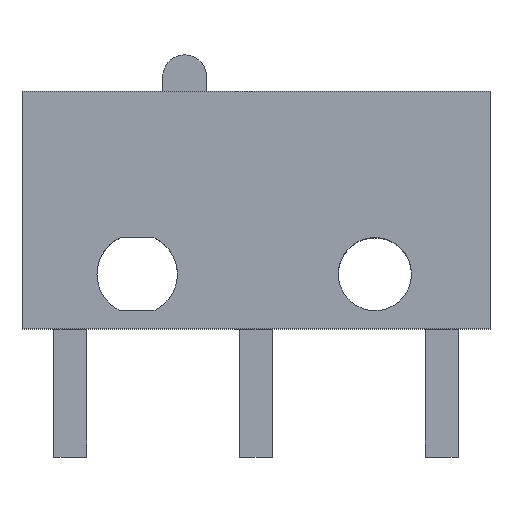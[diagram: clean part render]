
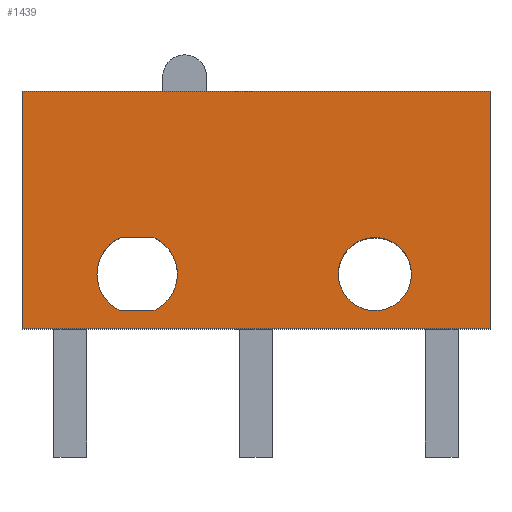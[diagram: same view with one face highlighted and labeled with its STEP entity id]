
A CAD part, top view. The second image highlights one B-rep face of the part: STEP entity #1439.
In plain terms, the highlighted planar face has unit normal (0, 0, 1).
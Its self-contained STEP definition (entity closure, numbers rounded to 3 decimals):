
#4 = ORIENTED_EDGE ( 'NONE', *, *, #217, .T. ) ;
#26 = EDGE_LOOP ( 'NONE', ( #188, #177 ) ) ;
#36 = VERTEX_POINT ( 'NONE', #436 ) ;
#62 = EDGE_CURVE ( 'NONE', #137, #602, #628, .T. ) ;
#65 = VERTEX_POINT ( 'NONE', #654 ) ;
#72 = VERTEX_POINT ( 'NONE', #711 ) ;
#103 = EDGE_LOOP ( 'NONE', ( #1444, #1373, #224, #4, #1360 ) ) ;
#107 = VERTEX_POINT ( 'NONE', #931 ) ;
#137 = VERTEX_POINT ( 'NONE', #452 ) ;
#153 = EDGE_CURVE ( 'NONE', #72, #220, #585, .T. ) ;
#163 = ORIENTED_EDGE ( 'NONE', *, *, #207, .T. ) ;
#166 = EDGE_CURVE ( 'NONE', #374, #1413, #662, .T. ) ;
#177 = ORIENTED_EDGE ( 'NONE', *, *, #1078, .T. ) ;
#188 = ORIENTED_EDGE ( 'NONE', *, *, #1397, .T. ) ;
#200 = VERTEX_POINT ( 'NONE', #869 ) ;
#205 = ORIENTED_EDGE ( 'NONE', *, *, #153, .T. ) ;
#207 = EDGE_CURVE ( 'NONE', #1413, #72, #236, .T. ) ;
#216 = VERTEX_POINT ( 'NONE', #260 ) ;
#217 = EDGE_CURVE ( 'NONE', #65, #200, #261, .T. ) ;
#220 = VERTEX_POINT ( 'NONE', #273 ) ;
#224 = ORIENTED_EDGE ( 'NONE', *, *, #1112, .T. ) ;
#236 = LINE ( 'NONE', #237, #238 ) ;
#237 = CARTESIAN_POINT ( 'NONE',  ( 3.15, 5., 2.9 ) ) ;
#238 = VECTOR ( 'NONE', #239, 1000. ) ;
#239 = DIRECTION ( 'NONE',  ( 0., 1., 0. ) ) ;
#250 = ORIENTED_EDGE ( 'NONE', *, *, #166, .T. ) ;
#260 = CARTESIAN_POINT ( 'NONE',  ( -1., 0., 2.9 ) ) ;
#261 = CIRCLE ( 'NONE', #262, 1.1 ) ;
#262 = AXIS2_PLACEMENT_3D ( 'NONE', #263, #264, #265 ) ;
#263 = CARTESIAN_POINT ( 'NONE',  ( -6.5, 0., 2.9 ) ) ;
#264 = DIRECTION ( 'NONE',  ( 0., 0., -1. ) ) ;
#265 = DIRECTION ( 'NONE',  ( -1., 0., 0. ) ) ;
#273 = CARTESIAN_POINT ( 'NONE',  ( -9.65, 5., 2.9 ) ) ;
#285 = FACE_BOUND ( 'NONE', #103, .T. ) ;
#286 = FACE_BOUND ( 'NONE', #26, .T. ) ;
#288 = FACE_OUTER_BOUND ( 'NONE', #1411, .T. ) ;
#289 = PLANE ( 'NONE',  #290 ) ;
#290 = AXIS2_PLACEMENT_3D ( 'NONE', #291, #292, #293 ) ;
#291 = CARTESIAN_POINT ( 'NONE',  ( -9.65, 5., 2.9 ) ) ;
#292 = DIRECTION ( 'NONE',  ( 0., 0., 1. ) ) ;
#293 = DIRECTION ( 'NONE',  ( 1., 0., 0. ) ) ;
#374 = VERTEX_POINT ( 'NONE', #381 ) ;
#381 = CARTESIAN_POINT ( 'NONE',  ( -9.65, -1.5, 2.9 ) ) ;
#436 = CARTESIAN_POINT ( 'NONE',  ( -6.958, -1., 2.9 ) ) ;
#452 = CARTESIAN_POINT ( 'NONE',  ( -6.042, 1., 2.9 ) ) ;
#540 = CIRCLE ( 'NONE', #541, 1. ) ;
#541 = AXIS2_PLACEMENT_3D ( 'NONE', #542, #543, #544 ) ;
#542 = CARTESIAN_POINT ( 'NONE',  ( 0., 0., 2.9 ) ) ;
#543 = DIRECTION ( 'NONE',  ( 0., 0., -1. ) ) ;
#544 = DIRECTION ( 'NONE',  ( -1., 0., 0. ) ) ;
#551 = CARTESIAN_POINT ( 'NONE',  ( -6.042, -1., 2.9 ) ) ;
#585 = LINE ( 'NONE', #586, #587 ) ;
#586 = CARTESIAN_POINT ( 'NONE',  ( -9.65, 5., 2.9 ) ) ;
#587 = VECTOR ( 'NONE', #588, 1000. ) ;
#588 = DIRECTION ( 'NONE',  ( -1., 0., 0. ) ) ;
#602 = VERTEX_POINT ( 'NONE', #551 ) ;
#628 = CIRCLE ( 'NONE', #629, 1.1 ) ;
#629 = AXIS2_PLACEMENT_3D ( 'NONE', #630, #631, #632 ) ;
#630 = CARTESIAN_POINT ( 'NONE',  ( -6.5, 0., 2.9 ) ) ;
#631 = DIRECTION ( 'NONE',  ( 0., 0., -1. ) ) ;
#632 = DIRECTION ( 'NONE',  ( -1., 0., 0. ) ) ;
#633 = LINE ( 'NONE', #634, #635 ) ;
#634 = CARTESIAN_POINT ( 'NONE',  ( -6.042, 1., 2.9 ) ) ;
#635 = VECTOR ( 'NONE', #637, 1000. ) ;
#637 = DIRECTION ( 'NONE',  ( 1., 0., 0. ) ) ;
#654 = CARTESIAN_POINT ( 'NONE',  ( -7.6, 0., 2.9 ) ) ;
#662 = LINE ( 'NONE', #663, #664 ) ;
#663 = CARTESIAN_POINT ( 'NONE',  ( -9.65, -1.5, 2.9 ) ) ;
#664 = VECTOR ( 'NONE', #665, 1000. ) ;
#665 = DIRECTION ( 'NONE',  ( 1., 0., 0. ) ) ;
#674 = CARTESIAN_POINT ( 'NONE',  ( 3.15, -1.5, 2.9 ) ) ;
#705 = LINE ( 'NONE', #708, #709 ) ;
#708 = CARTESIAN_POINT ( 'NONE',  ( -9.65, 5., 2.9 ) ) ;
#709 = VECTOR ( 'NONE', #710, 1000. ) ;
#710 = DIRECTION ( 'NONE',  ( 0., -1., 0. ) ) ;
#711 = CARTESIAN_POINT ( 'NONE',  ( 3.15, 5., 2.9 ) ) ;
#732 = LINE ( 'NONE', #733, #734 ) ;
#733 = CARTESIAN_POINT ( 'NONE',  ( -6.042, -1., 2.9 ) ) ;
#734 = VECTOR ( 'NONE', #735, 1000. ) ;
#735 = DIRECTION ( 'NONE',  ( -1., 0., 0. ) ) ;
#814 = EDGE_CURVE ( 'NONE', #220, #374, #705, .T. ) ;
#848 = EDGE_CURVE ( 'NONE', #602, #36, #732, .T. ) ;
#869 = CARTESIAN_POINT ( 'NONE',  ( -6.958, 1., 2.9 ) ) ;
#892 = CIRCLE ( 'NONE', #893, 1. ) ;
#893 = AXIS2_PLACEMENT_3D ( 'NONE', #894, #895, #896 ) ;
#894 = CARTESIAN_POINT ( 'NONE',  ( 0., 0., 2.9 ) ) ;
#895 = DIRECTION ( 'NONE',  ( 0., 0., -1. ) ) ;
#896 = DIRECTION ( 'NONE',  ( -1., 0., 0. ) ) ;
#902 = CIRCLE ( 'NONE', #903, 1.1 ) ;
#903 = AXIS2_PLACEMENT_3D ( 'NONE', #904, #905, #906 ) ;
#904 = CARTESIAN_POINT ( 'NONE',  ( -6.5, 0., 2.9 ) ) ;
#905 = DIRECTION ( 'NONE',  ( 0., 0., -1. ) ) ;
#906 = DIRECTION ( 'NONE',  ( -1., 0., 0. ) ) ;
#931 = CARTESIAN_POINT ( 'NONE',  ( 1., 0., 2.9 ) ) ;
#1024 = ORIENTED_EDGE ( 'NONE', *, *, #814, .T. ) ;
#1078 = EDGE_CURVE ( 'NONE', #107, #216, #892, .T. ) ;
#1112 = EDGE_CURVE ( 'NONE', #36, #65, #902, .T. ) ;
#1360 = ORIENTED_EDGE ( 'NONE', *, *, #1407, .T. ) ;
#1373 = ORIENTED_EDGE ( 'NONE', *, *, #848, .T. ) ;
#1397 = EDGE_CURVE ( 'NONE', #216, #107, #540, .T. ) ;
#1407 = EDGE_CURVE ( 'NONE', #200, #137, #633, .T. ) ;
#1411 = EDGE_LOOP ( 'NONE', ( #1024, #250, #163, #205 ) ) ;
#1413 = VERTEX_POINT ( 'NONE', #674 ) ;
#1439 = ADVANCED_FACE ( 'NONE', ( #285, #286, #288 ), #289, .T. ) ;
#1444 = ORIENTED_EDGE ( 'NONE', *, *, #62, .T. ) ;
